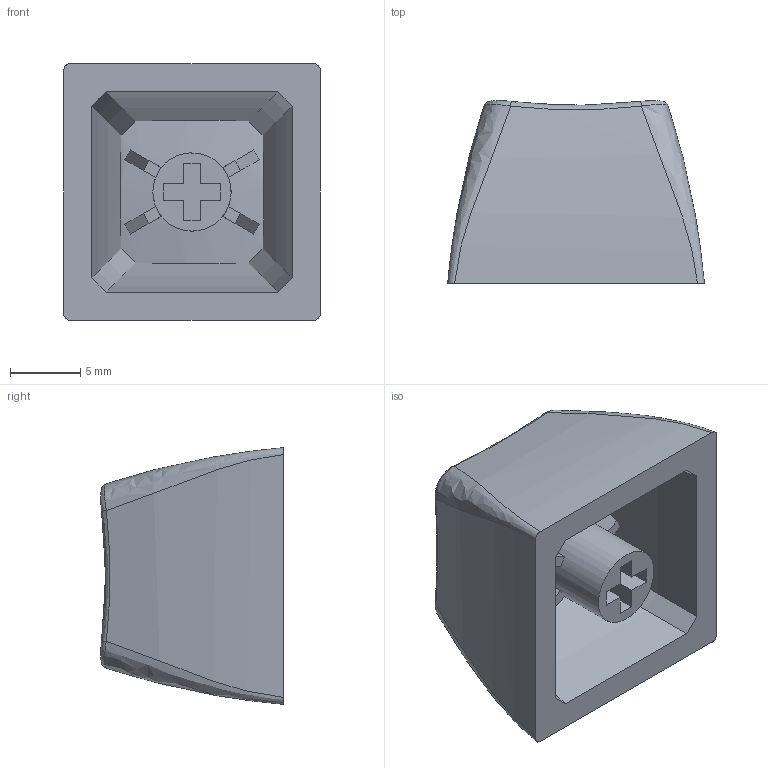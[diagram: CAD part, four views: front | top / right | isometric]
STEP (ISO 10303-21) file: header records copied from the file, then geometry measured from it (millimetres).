
FILE_DESCRIPTION(/* description */ ('Spherical, flat profile K-series keycap.'),/* implementation_level */ '2;1');
FILE_NAME(/* name */ 'Devlin K-Series.stp',/* time_stamp */ '2017-08-14T22:43:30-04:00',/* author */ ('Micahel Sokol'),/* organization */ ('Devlin'),/* preprocessor_version */ 'ST-DEVELOPER v15.6',/* originating_system */ 'Autodesk Inventor 2015',/* authorisation */ '');
FILE_SCHEMA (('CONFIG_CONTROL_DESIGN'));
Length unit declared in the file: millimetre
Products named in the file (1): Kevlin K-Series Standard
Bounding box: 18.22 x 12.96 x 18.22 mm (x, y, z)
Volume: 1854.9 mm3; surface area: 2134 mm2
Topology: 1 solids, 1 shells, 62 faces, 163 edges, 106 vertices
Faces by surface type: plane 35, bspline 16, cylinder 9, sphere 2
Full cylindrical faces by diameter (mm): 5.55 x1
Entity records: 2379 total; most frequent: CARTESIAN_POINT 943, ORIENTED_EDGE 322, DIRECTION 236, EDGE_CURVE 161, VERTEX_POINT 105, LINE 84, VECTOR 84, AXIS2_PLACEMENT_3D 76
